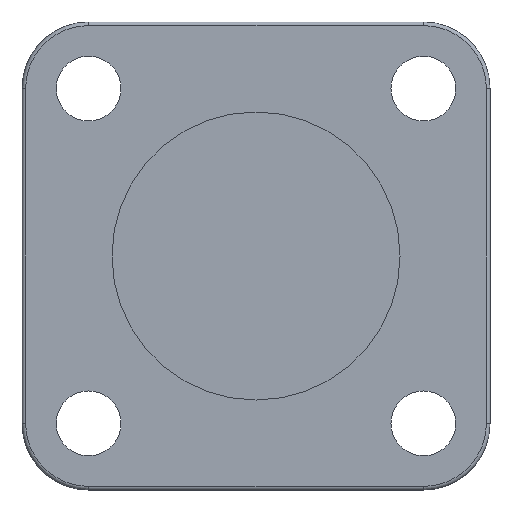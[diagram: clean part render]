
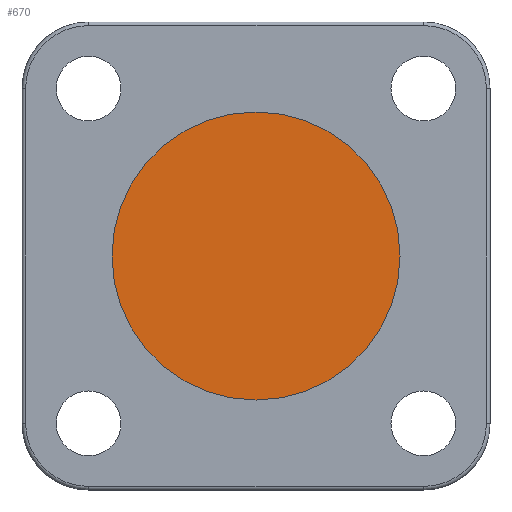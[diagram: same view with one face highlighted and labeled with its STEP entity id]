
A CAD part, front view. The second image highlights one B-rep face of the part: STEP entity #670.
In plain terms, the highlighted planar face has unit normal (0, -1, 0).
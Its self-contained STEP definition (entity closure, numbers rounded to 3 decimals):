
#79 = AXIS2_PLACEMENT_3D ( 'NONE', #1668, #866, #2752 ) ;
#123 = ORIENTED_EDGE ( 'NONE', *, *, #181, .T. ) ;
#149 = CARTESIAN_POINT ( 'NONE',  ( 0., 5., 0. ) ) ;
#181 = EDGE_CURVE ( 'NONE', #1628, #1882, #688, .T. ) ;
#452 = DIRECTION ( 'NONE',  ( 0., 0., -1. ) ) ;
#535 = EDGE_LOOP ( 'NONE', ( #2962, #123 ) ) ;
#587 = DIRECTION ( 'NONE',  ( 0., 0., -1. ) ) ;
#668 = AXIS2_PLACEMENT_3D ( 'NONE', #149, #3082, #452 ) ;
#670 = ADVANCED_FACE ( 'NONE', ( #2295 ), #2495, .T. ) ;
#688 = CIRCLE ( 'NONE', #668, 20. ) ;
#866 = DIRECTION ( 'NONE',  ( 0., -1., 0. ) ) ;
#916 = CARTESIAN_POINT ( 'NONE',  ( 0., 5., 20. ) ) ;
#1579 = EDGE_CURVE ( 'NONE', #1882, #1628, #2217, .T. ) ;
#1628 = VERTEX_POINT ( 'NONE', #916 ) ;
#1668 = CARTESIAN_POINT ( 'NONE',  ( 0., 5., 0. ) ) ;
#1848 = AXIS2_PLACEMENT_3D ( 'NONE', #3272, #2512, #587 ) ;
#1882 = VERTEX_POINT ( 'NONE', #3166 ) ;
#2217 = CIRCLE ( 'NONE', #79, 20. ) ;
#2295 = FACE_OUTER_BOUND ( 'NONE', #535, .T. ) ;
#2495 = PLANE ( 'NONE',  #1848 ) ;
#2512 = DIRECTION ( 'NONE',  ( 0., -1., 0. ) ) ;
#2752 = DIRECTION ( 'NONE',  ( 0., 0., -1. ) ) ;
#2962 = ORIENTED_EDGE ( 'NONE', *, *, #1579, .T. ) ;
#3082 = DIRECTION ( 'NONE',  ( 0., -1., 0. ) ) ;
#3166 = CARTESIAN_POINT ( 'NONE',  ( 0., 5., -20. ) ) ;
#3272 = CARTESIAN_POINT ( 'NONE',  ( 0., 5., 0. ) ) ;
